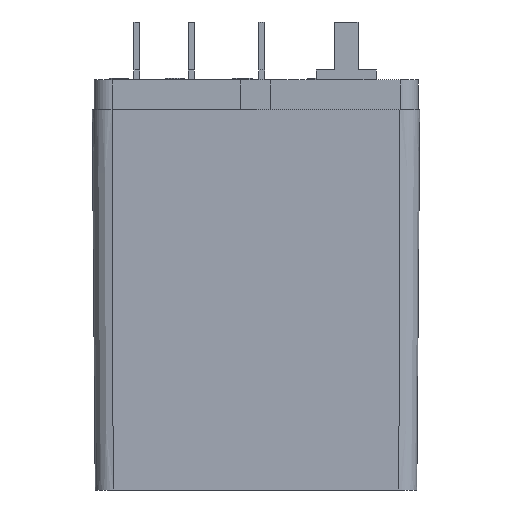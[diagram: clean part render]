
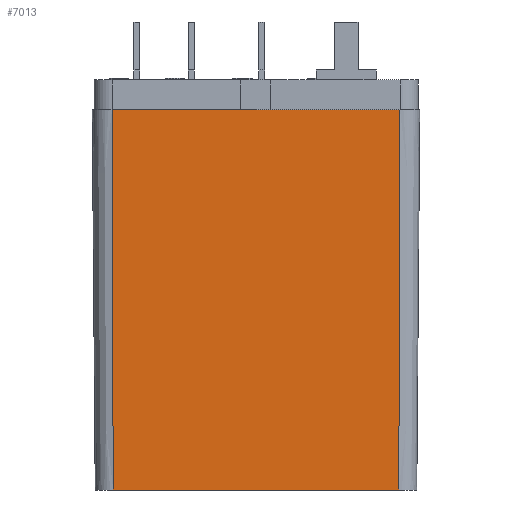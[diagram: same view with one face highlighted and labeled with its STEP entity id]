
A CAD part, left-side view. The second image highlights one B-rep face of the part: STEP entity #7013.
In plain terms, the highlighted planar face has unit normal (-1, 0, -0.011).
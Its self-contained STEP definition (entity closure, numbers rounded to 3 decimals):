
#1274=DIRECTION('',(0.,-1.,0.));
#1275=VECTOR('',#1274,24.384);
#1276=CARTESIAN_POINT('',(-10.643,12.192,-2.515));
#1277=LINE('',#1276,#1275);
#1297=DIRECTION('',(0.,-1.,0.));
#1298=VECTOR('',#1297,24.181);
#1299=CARTESIAN_POINT('',(-10.3,12.09,-34.722));
#1300=LINE('',#1299,#1298);
#1328=DIRECTION('',(-0.011,0.003,1.));
#1329=VECTOR('',#1328,32.209);
#1330=CARTESIAN_POINT('',(-10.3,12.09,-34.722));
#1331=LINE('',#1330,#1329);
#1332=DIRECTION('',(-0.011,-0.003,1.));
#1333=VECTOR('',#1332,32.209);
#1334=CARTESIAN_POINT('',(-10.3,-12.09,-34.722));
#1335=LINE('',#1334,#1333);
#4650=CARTESIAN_POINT('',(-10.3,12.09,-34.722));
#4652=VERTEX_POINT('',#4650);
#4653=CARTESIAN_POINT('',(-10.3,-12.09,-34.722));
#4654=VERTEX_POINT('',#4653);
#4666=CARTESIAN_POINT('',(-10.643,12.192,-2.515));
#4668=VERTEX_POINT('',#4666);
#4669=CARTESIAN_POINT('',(-10.643,-12.192,-2.515));
#4670=VERTEX_POINT('',#4669);
#7001=CARTESIAN_POINT('',(-10.471,0.,-18.618));
#7002=DIRECTION('',(-1.,0.,-0.011));
#7003=DIRECTION('',(0.,-1.,0.));
#7004=AXIS2_PLACEMENT_3D('',#7001,#7002,#7003);
#7005=PLANE('',#7004);
#7006=ORIENTED_EDGE('',*,*,#6984,.F.);
#7007=ORIENTED_EDGE('',*,*,#6973,.T.);
#7008=ORIENTED_EDGE('',*,*,#6883,.T.);
#7010=ORIENTED_EDGE('',*,*,#7009,.F.);
#7011=EDGE_LOOP('',(#7006,#7007,#7008,#7010));
#7012=FACE_OUTER_BOUND('',#7011,.F.);
#6883=EDGE_CURVE('',#4668,#4670,#1277,.T.);
#6973=EDGE_CURVE('',#4652,#4668,#1331,.T.);
#6984=EDGE_CURVE('',#4652,#4654,#1300,.T.);
#7009=EDGE_CURVE('',#4654,#4670,#1335,.T.);
#7013=ADVANCED_FACE('',(#7012),#7005,.T.);
